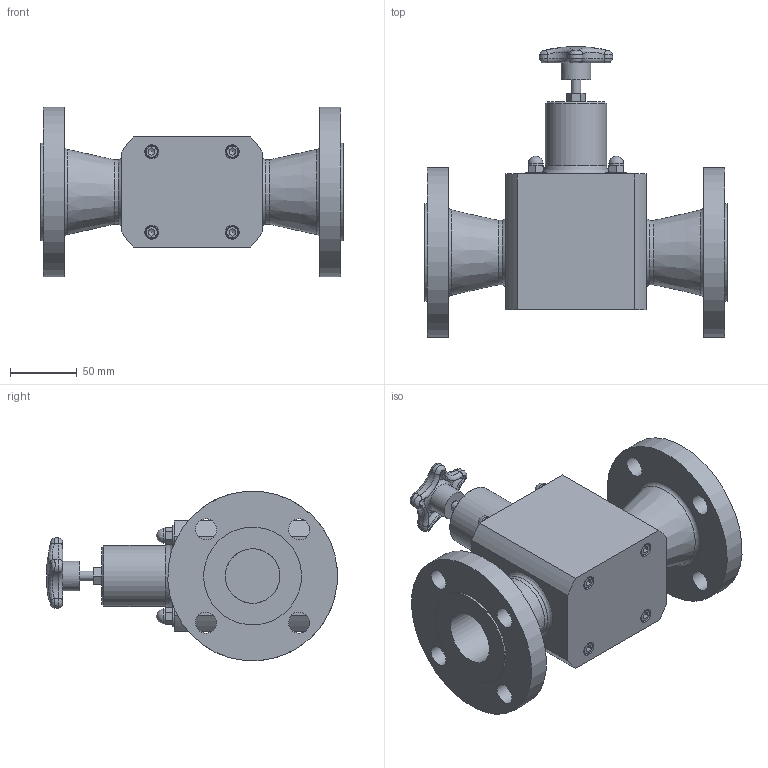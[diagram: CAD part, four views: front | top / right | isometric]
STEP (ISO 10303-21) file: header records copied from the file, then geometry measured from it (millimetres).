
FILE_DESCRIPTION((''),'2;1');
FILE_NAME('TVBFW15-SS-G-R0.ipt.stp','2017-04-04T12:12:48',(''),(''),'Autodesk Inventor 2009','Autodesk Inventor 2009','');
FILE_SCHEMA(('AUTOMOTIVE_DESIGN { 1 0 10303 214 1 1 1 1 }'));
Length unit declared in the file: inch
Products named in the file (1): TVBFW15-SS-G-R0
Bounding box: 225.93 x 217.41 x 126.74 mm (x, y, z)
Volume: 1370559.7 mm3; surface area: 162076.8 mm2
Topology: 1 solids, 5 shells, 383 faces, 895 edges, 551 vertices
Faces by surface type: plane 158, bspline 107, cylinder 65, cone 19, torus 17, sphere 17
Full cylindrical faces by diameter (mm): 4.445 x4, 7.442 x1, 9.525 x4, 10.998 x4, 15.748 x8, 15.875 x4, 22.098 x1, 40.894 x2, 45.72 x1, 48.26 x2, 73.152 x2, 127 x2
Entity records: 15021 total; most frequent: CARTESIAN_POINT 6899, ORIENTED_EDGE 1628, DIRECTION 1512, EDGE_CURVE 814, AXIS2_PLACEMENT_3D 644, VERTEX_POINT 541, EDGE_LOOP 499, FACE_OUTER_BOUND 383
